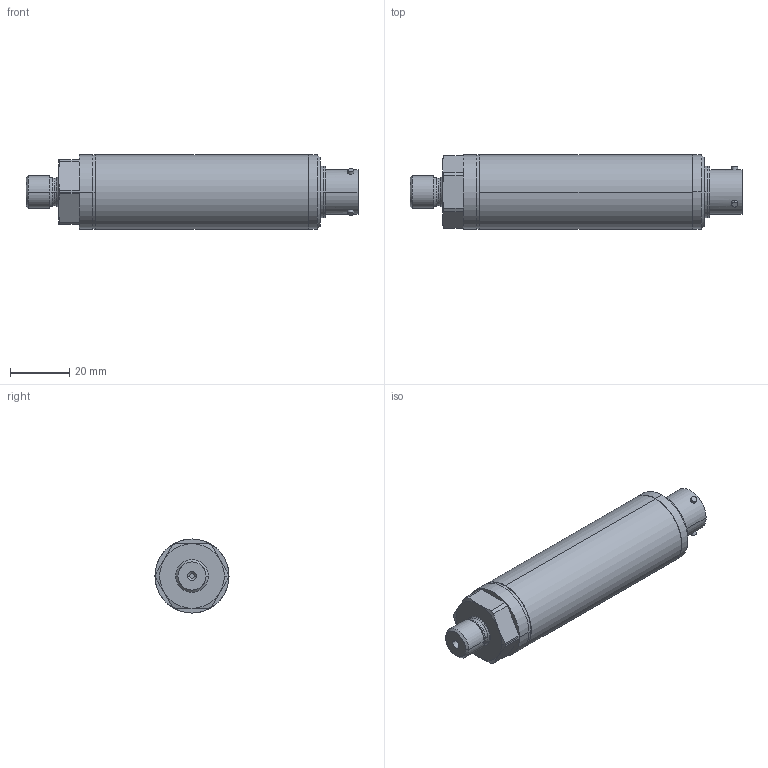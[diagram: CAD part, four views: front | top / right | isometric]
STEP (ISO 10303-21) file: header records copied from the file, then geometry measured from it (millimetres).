
FILE_DESCRIPTION (( 'STEP AP214' ), '1' );
FILE_NAME ('DPS816ATBA1CCHOPX.STEP', '2024-07-12T12:27:45', ( '' ), ( '' ), 'SwSTEP 2.0', 'SolidWorks 2023', '' );
FILE_SCHEMA (( 'AUTOMOTIVE_DESIGN' ));
Length unit declared in the file: millimetre
Products named in the file (11): da6650-1_asm.stp; 226-373.stp; 158-007-01_GLASS_1.stp; O-RING_SILICONE_1.stp; 158-007-01_SHELL_1.stp; 223-979_1.stp; 146m4196-1.stp; 158-007-01_PIN_1.stp; DPS816ATBA1CCHOPX; 165m0835-1.stp; 158-007-01_ASM_1.stp
Assembly tree (15 placements, depth 4):
  DPS816ATBA1CCHOPX
    226-373.stp
    146m4196-1.stp
    165m0835-1.stp
    da6650-1_asm.stp
      158-007-01_ASM_1.stp
        158-007-01_SHELL_1.stp
        158-007-01_GLASS_1.stp
        158-007-01_PIN_1.stp  x6
        O-RING_SILICONE_1.stp
      223-979_1.stp
Bounding box: 112.23 x 25.02 x 25.02 mm (x, y, z)
Volume: 7435.2 mm3; surface area: 19694.1 mm2
Topology: 11 solids, 16 shells, 366 faces, 897 edges, 572 vertices
Faces by surface type: cylinder 152, plane 126, torus 56, cone 32
Entity records: 8554 total; most frequent: CARTESIAN_POINT 2080, DIRECTION 1423, ORIENTED_EDGE 1190, EDGE_CURVE 601, AXIS2_PLACEMENT_3D 601, VERTEX_POINT 382, CIRCLE 324, EDGE_LOOP 303
